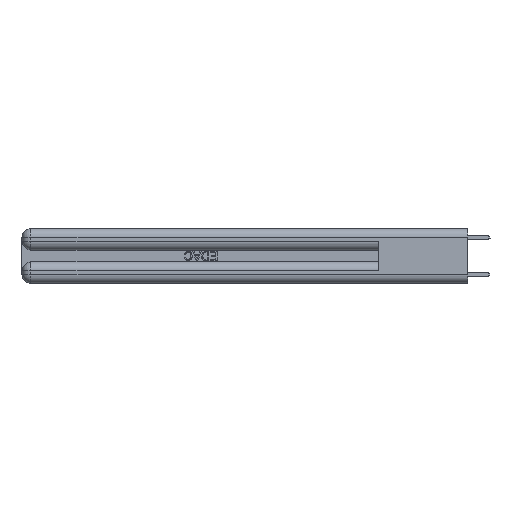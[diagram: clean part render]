
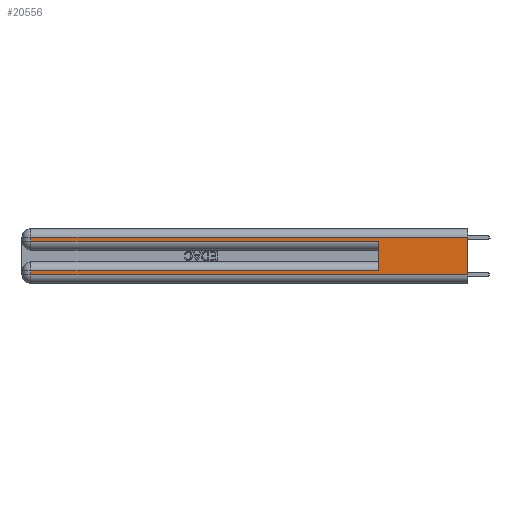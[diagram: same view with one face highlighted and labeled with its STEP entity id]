
A CAD part, left-side view. The second image highlights one B-rep face of the part: STEP entity #20556.
In plain terms, the highlighted planar face has unit normal (-1, 0, 0).
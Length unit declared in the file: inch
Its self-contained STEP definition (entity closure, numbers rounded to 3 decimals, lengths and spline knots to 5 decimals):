
#318 = ORIENTED_EDGE ( 'NONE', *, *, #27380, .T. ) ;
#2049 = CARTESIAN_POINT ( 'NONE',  ( 0., 0.6, 0.285 ) ) ;
#2186 = DIRECTION ( 'NONE',  ( 0., 1., 0. ) ) ;
#2348 = ORIENTED_EDGE ( 'NONE', *, *, #22869, .T. ) ;
#2766 = VERTEX_POINT ( 'NONE', #8564 ) ;
#2809 = LINE ( 'NONE', #14648, #8259 ) ;
#3174 = VERTEX_POINT ( 'NONE', #15330 ) ;
#3268 = LINE ( 'NONE', #16790, #8339 ) ;
#3413 = CARTESIAN_POINT ( 'NONE',  ( 0., 0., 0.31 ) ) ;
#3864 = CARTESIAN_POINT ( 'NONE',  ( 0., 2.94, 0.285 ) ) ;
#4172 = EDGE_CURVE ( 'NONE', #5793, #23677, #3268, .T. ) ;
#4490 = DIRECTION ( 'NONE',  ( 0., 0., -1. ) ) ;
#5419 = DIRECTION ( 'NONE',  ( 0., -1., 0. ) ) ;
#5793 = VERTEX_POINT ( 'NONE', #19727 ) ;
#6578 = EDGE_CURVE ( 'NONE', #2766, #13740, #14957, .T. ) ;
#6688 = DIRECTION ( 'NONE',  ( 0., 0., -1. ) ) ;
#6854 = ORIENTED_EDGE ( 'NONE', *, *, #25078, .F. ) ;
#7505 = FACE_OUTER_BOUND ( 'NONE', #14691, .T. ) ;
#7670 = DIRECTION ( 'NONE',  ( 0., 0., -1. ) ) ;
#8259 = VECTOR ( 'NONE', #5419, 39.37008 ) ;
#8339 = VECTOR ( 'NONE', #25829, 39.37008 ) ;
#8526 = VERTEX_POINT ( 'NONE', #18471 ) ;
#8564 = CARTESIAN_POINT ( 'NONE',  ( 0., 0.6, 0.085 ) ) ;
#8948 = VECTOR ( 'NONE', #9612, 39.37008 ) ;
#9031 = PLANE ( 'NONE',  #18032 ) ;
#9431 = VECTOR ( 'NONE', #2186, 39.37008 ) ;
#9612 = DIRECTION ( 'NONE',  ( 0., 0., -1. ) ) ;
#9638 = LINE ( 'NONE', #16494, #10744 ) ;
#10298 = VECTOR ( 'NONE', #4490, 39.37008 ) ;
#10744 = VECTOR ( 'NONE', #25738, 39.37008 ) ;
#11261 = CARTESIAN_POINT ( 'NONE',  ( 0., 0., 0.37 ) ) ;
#12347 = VECTOR ( 'NONE', #7670, 39.37008 ) ;
#13451 = DIRECTION ( 'NONE',  ( 1., 0., 0. ) ) ;
#13713 = VERTEX_POINT ( 'NONE', #3864 ) ;
#13740 = VERTEX_POINT ( 'NONE', #2049 ) ;
#13769 = LINE ( 'NONE', #20322, #9431 ) ;
#14648 = CARTESIAN_POINT ( 'NONE',  ( 0., 0., 0.285 ) ) ;
#14691 = EDGE_LOOP ( 'NONE', ( #6854, #26570, #2348, #318, #21890, #15437, #26726, #25308 ) ) ;
#14957 = LINE ( 'NONE', #16921, #22581 ) ;
#15074 = LINE ( 'NONE', #18824, #8948 ) ;
#15330 = CARTESIAN_POINT ( 'NONE',  ( 0., 2.94, 0.085 ) ) ;
#15437 = ORIENTED_EDGE ( 'NONE', *, *, #19376, .T. ) ;
#15544 = EDGE_CURVE ( 'NONE', #18666, #8526, #9638, .T. ) ;
#16131 = CARTESIAN_POINT ( 'NONE',  ( 0., 2.94, 0.37 ) ) ;
#16494 = CARTESIAN_POINT ( 'NONE',  ( 0., 0., 0.31 ) ) ;
#16790 = CARTESIAN_POINT ( 'NONE',  ( 0., 0., 0.06 ) ) ;
#16921 = CARTESIAN_POINT ( 'NONE',  ( 0., 0.6, 0.145 ) ) ;
#18032 = AXIS2_PLACEMENT_3D ( 'NONE', #11261, #13451, #6688 ) ;
#18259 = LINE ( 'NONE', #16131, #10298 ) ;
#18471 = CARTESIAN_POINT ( 'NONE',  ( 0., 2.94, 0.31 ) ) ;
#18499 = LINE ( 'NONE', #21344, #12347 ) ;
#18666 = VERTEX_POINT ( 'NONE', #3413 ) ;
#18824 = CARTESIAN_POINT ( 'NONE',  ( 0., 2.94, 0.37 ) ) ;
#19376 = EDGE_CURVE ( 'NONE', #2766, #3174, #13769, .T. ) ;
#19727 = CARTESIAN_POINT ( 'NONE',  ( 0., 2.94, 0.06 ) ) ;
#20322 = CARTESIAN_POINT ( 'NONE',  ( 0., 0., 0.085 ) ) ;
#20556 = ADVANCED_FACE ( 'NONE', ( #7505 ), #9031, .F. ) ;
#21344 = CARTESIAN_POINT ( 'NONE',  ( 0., 0., 0.37 ) ) ;
#21491 = DIRECTION ( 'NONE',  ( 0., 0., 1. ) ) ;
#21890 = ORIENTED_EDGE ( 'NONE', *, *, #6578, .F. ) ;
#22581 = VECTOR ( 'NONE', #21491, 39.37008 ) ;
#22869 = EDGE_CURVE ( 'NONE', #8526, #13713, #18259, .T. ) ;
#23677 = VERTEX_POINT ( 'NONE', #28399 ) ;
#25078 = EDGE_CURVE ( 'NONE', #18666, #23677, #18499, .T. ) ;
#25308 = ORIENTED_EDGE ( 'NONE', *, *, #4172, .T. ) ;
#25738 = DIRECTION ( 'NONE',  ( 0., 1., 0. ) ) ;
#25829 = DIRECTION ( 'NONE',  ( 0., -1., 0. ) ) ;
#26570 = ORIENTED_EDGE ( 'NONE', *, *, #15544, .T. ) ;
#26726 = ORIENTED_EDGE ( 'NONE', *, *, #28599, .T. ) ;
#27380 = EDGE_CURVE ( 'NONE', #13713, #13740, #2809, .T. ) ;
#28399 = CARTESIAN_POINT ( 'NONE',  ( 0., 0., 0.06 ) ) ;
#28599 = EDGE_CURVE ( 'NONE', #3174, #5793, #15074, .T. ) ;
